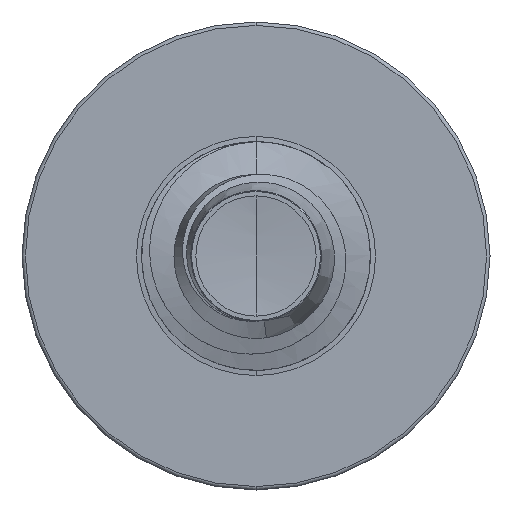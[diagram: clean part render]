
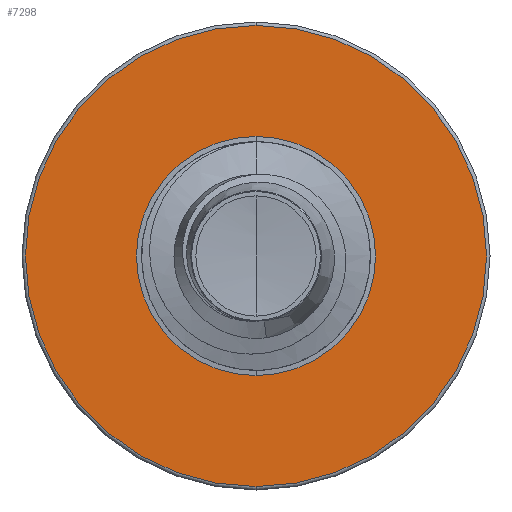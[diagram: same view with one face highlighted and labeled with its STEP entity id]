
A CAD part, front view. The second image highlights one B-rep face of the part: STEP entity #7298.
In plain terms, the highlighted planar face has unit normal (0, -1, 0).
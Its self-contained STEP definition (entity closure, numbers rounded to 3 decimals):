
#62 = EDGE_CURVE ( 'NONE', #7860, #5252, #9848, .T. ) ;
#119 = ORIENTED_EDGE ( 'NONE', *, *, #6646, .F. ) ;
#175 = AXIS2_PLACEMENT_3D ( 'NONE', #3894, #2688, #7759 ) ;
#477 = DIRECTION ( 'NONE',  ( 0., 0., 1. ) ) ;
#608 = CIRCLE ( 'NONE', #1342, 2.217 ) ;
#903 = CARTESIAN_POINT ( 'NONE',  ( 0., 4., -1.15 ) ) ;
#1342 = AXIS2_PLACEMENT_3D ( 'NONE', #10234, #5590, #477 ) ;
#1465 = ORIENTED_EDGE ( 'NONE', *, *, #6306, .T. ) ;
#1538 = FACE_BOUND ( 'NONE', #1975, .T. ) ;
#1551 = AXIS2_PLACEMENT_3D ( 'NONE', #1600, #7481, #2458 ) ;
#1600 = CARTESIAN_POINT ( 'NONE',  ( 0., 4., 0. ) ) ;
#1975 = EDGE_LOOP ( 'NONE', ( #1465, #8347 ) ) ;
#2368 = AXIS2_PLACEMENT_3D ( 'NONE', #903, #3502, #9159 ) ;
#2458 = DIRECTION ( 'NONE',  ( 0., 0., 1. ) ) ;
#2688 = DIRECTION ( 'NONE',  ( 0., 1., 0. ) ) ;
#2844 = CARTESIAN_POINT ( 'NONE',  ( 0., 4., -1.15 ) ) ;
#3276 = AXIS2_PLACEMENT_3D ( 'NONE', #8375, #3476, #9139 ) ;
#3424 = CIRCLE ( 'NONE', #3276, 1.15 ) ;
#3476 = DIRECTION ( 'NONE',  ( 0., 1., 0. ) ) ;
#3502 = DIRECTION ( 'NONE',  ( 0., 1., 0. ) ) ;
#3884 = EDGE_LOOP ( 'NONE', ( #119, #8919 ) ) ;
#3894 = CARTESIAN_POINT ( 'NONE',  ( 0., 4., 0. ) ) ;
#4247 = CIRCLE ( 'NONE', #1551, 1.15 ) ;
#5252 = VERTEX_POINT ( 'NONE', #7238 ) ;
#5335 = VERTEX_POINT ( 'NONE', #5597 ) ;
#5590 = DIRECTION ( 'NONE',  ( 0., 1., 0. ) ) ;
#5597 = CARTESIAN_POINT ( 'NONE',  ( 0., 4., 1.15 ) ) ;
#5813 = FACE_OUTER_BOUND ( 'NONE', #3884, .T. ) ;
#6018 = PLANE ( 'NONE',  #2368 ) ;
#6158 = EDGE_CURVE ( 'NONE', #9901, #5335, #4247, .T. ) ;
#6306 = EDGE_CURVE ( 'NONE', #5335, #9901, #3424, .T. ) ;
#6646 = EDGE_CURVE ( 'NONE', #5252, #7860, #608, .T. ) ;
#7238 = CARTESIAN_POINT ( 'NONE',  ( 0., 4., 2.217 ) ) ;
#7298 = ADVANCED_FACE ( 'NONE', ( #5813, #1538 ), #6018, .F. ) ;
#7481 = DIRECTION ( 'NONE',  ( 0., 1., 0. ) ) ;
#7759 = DIRECTION ( 'NONE',  ( 0., 0., 1. ) ) ;
#7860 = VERTEX_POINT ( 'NONE', #9359 ) ;
#8347 = ORIENTED_EDGE ( 'NONE', *, *, #6158, .T. ) ;
#8375 = CARTESIAN_POINT ( 'NONE',  ( 0., 4., 0. ) ) ;
#8919 = ORIENTED_EDGE ( 'NONE', *, *, #62, .F. ) ;
#9139 = DIRECTION ( 'NONE',  ( 0., 0., 1. ) ) ;
#9159 = DIRECTION ( 'NONE',  ( 0., 0., 1. ) ) ;
#9359 = CARTESIAN_POINT ( 'NONE',  ( 0., 4., -2.217 ) ) ;
#9848 = CIRCLE ( 'NONE', #175, 2.217 ) ;
#9901 = VERTEX_POINT ( 'NONE', #2844 ) ;
#10234 = CARTESIAN_POINT ( 'NONE',  ( 0., 4., 0. ) ) ;
